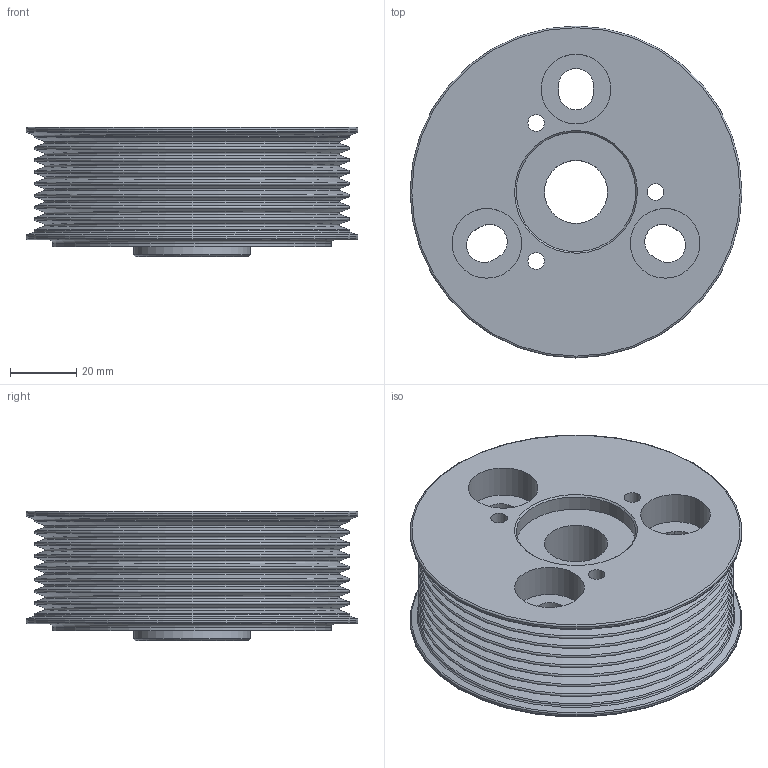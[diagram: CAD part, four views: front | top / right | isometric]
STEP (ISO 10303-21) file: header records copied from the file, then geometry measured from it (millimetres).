
FILE_DESCRIPTION(/* description */ (''),/* implementation_level */ '2;1');
FILE_NAME(/* name */ 'PULLEY_95MM_NOTHREAD.step',/* time_stamp */ '2023-08-18T10:25:35+02:00',/* author */ (''),/* organization */ (''),/* preprocessor_version */ 'ST-DEVELOPER v20',/* originating_system */ 'Autodesk Translation Framework v12.9.0.99',/* authorisation */ '');
FILE_SCHEMA (('AUTOMOTIVE_DESIGN { 1 0 10303 214 3 1 1 }'));
Length unit declared in the file: millimetre
Products named in the file (1): PULLEY_95MM_NOTHREAD
Bounding box: 100 x 100 x 38.9 mm (x, y, z)
Volume: 183300.5 mm3; surface area: 49009.3 mm2
Topology: 1 solids, 1 shells, 88 faces, 180 edges, 106 vertices
Faces by surface type: cylinder 24, torus 24, plane 20, cone 20
Full cylindrical faces by diameter (mm): 5 x3, 19 x1, 20 x6, 21 x3, 35.2 x1, 36 x1, 84 x1, 100 x2
Entity records: 2394 total; most frequent: DIRECTION 476, CARTESIAN_POINT 375, ORIENTED_EDGE 360, AXIS2_PLACEMENT_3D 207, EDGE_CURVE 180, CIRCLE 118, EDGE_LOOP 114, VERTEX_POINT 106
